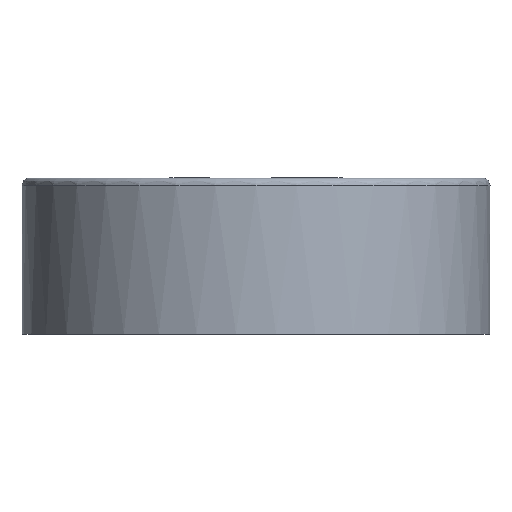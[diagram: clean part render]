
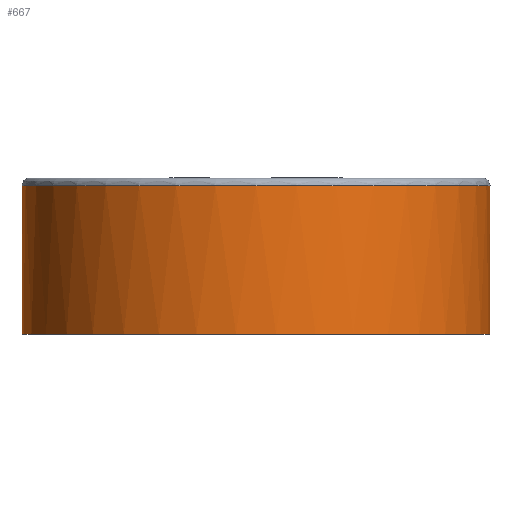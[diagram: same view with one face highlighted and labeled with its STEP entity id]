
A CAD part, left-side view. The second image highlights one B-rep face of the part: STEP entity #667.
In plain terms, the highlighted cylindrical face has radius 15 mm (diameter 30 mm), a partial arc.
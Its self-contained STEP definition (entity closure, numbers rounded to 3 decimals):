
#56=FACE_OUTER_BOUND('',#96,.T.);
#96=EDGE_LOOP('',(#504,#505,#506,#507,#508,#509));
#131=B_SPLINE_CURVE_WITH_KNOTS('',3,(#1079,#1080,#1081,#1082,#1083,#1084,
#1085,#1086,#1087,#1088),.UNSPECIFIED.,.F.,.F.,(4,2,2,2,4),(0.161,
0.179,0.198,0.22,0.241),
 .UNSPECIFIED.);
#132=B_SPLINE_CURVE_WITH_KNOTS('',3,(#1127,#1128,#1129,#1130,#1131,#1132,
#1133,#1134,#1135,#1136),.UNSPECIFIED.,.F.,.F.,(4,2,2,2,4),(0.08,
0.102,0.123,0.142,0.161),
 .UNSPECIFIED.);
#135=CIRCLE('',#712,15.);
#151=CIRCLE('',#735,15.);
#180=LINE('',#1140,#239);
#187=LINE('',#1154,#246);
#239=VECTOR('',#844,10.);
#246=VECTOR('',#853,10.);
#284=VERTEX_POINT('',#975);
#289=VERTEX_POINT('',#999);
#302=VERTEX_POINT('',#1076);
#303=VERTEX_POINT('',#1078);
#310=VERTEX_POINT('',#1125);
#311=VERTEX_POINT('',#1126);
#352=EDGE_CURVE('',#289,#284,#135,.T.);
#370=EDGE_CURVE('',#302,#303,#131,.F.);
#381=EDGE_CURVE('',#310,#311,#132,.F.);
#384=EDGE_CURVE('',#310,#284,#180,.T.);
#391=EDGE_CURVE('',#289,#303,#187,.T.);
#392=EDGE_CURVE('',#302,#311,#151,.T.);
#504=ORIENTED_EDGE('',*,*,#352,.F.);
#505=ORIENTED_EDGE('',*,*,#391,.T.);
#506=ORIENTED_EDGE('',*,*,#370,.F.);
#507=ORIENTED_EDGE('',*,*,#392,.T.);
#508=ORIENTED_EDGE('',*,*,#381,.F.);
#509=ORIENTED_EDGE('',*,*,#384,.T.);
#646=CYLINDRICAL_SURFACE('',#734,15.);
#667=ADVANCED_FACE('',(#56),#646,.T.);
#712=AXIS2_PLACEMENT_3D('',#1014,#788,#789);
#734=AXIS2_PLACEMENT_3D('',#1153,#851,#852);
#735=AXIS2_PLACEMENT_3D('',#1155,#854,#855);
#788=DIRECTION('center_axis',(0.,0.,1.));
#789=DIRECTION('ref_axis',(-1.,0.,0.));
#844=DIRECTION('',(0.,0.,1.));
#851=DIRECTION('center_axis',(0.,0.,1.));
#852=DIRECTION('ref_axis',(-1.,0.,0.));
#853=DIRECTION('',(0.,0.,-1.));
#854=DIRECTION('center_axis',(0.,0.,1.));
#855=DIRECTION('ref_axis',(1.,0.,0.));
#975=CARTESIAN_POINT('',(12.99,-7.5,9.5));
#999=CARTESIAN_POINT('',(12.99,7.5,9.5));
#1014=CARTESIAN_POINT('Origin',(0.,0.,9.5));
#1076=CARTESIAN_POINT('',(13.266,7.,0.));
#1078=CARTESIAN_POINT('',(12.99,7.5,0.5));
#1079=CARTESIAN_POINT('Ctrl Pts',(12.99,7.5,0.5));
#1080=CARTESIAN_POINT('Ctrl Pts',(12.99,7.5,0.437));
#1081=CARTESIAN_POINT('Ctrl Pts',(12.998,7.488,0.372));
#1082=CARTESIAN_POINT('Ctrl Pts',(13.026,7.439,0.252));
#1083=CARTESIAN_POINT('Ctrl Pts',(13.046,7.403,0.198));
#1084=CARTESIAN_POINT('Ctrl Pts',(13.095,7.316,0.107));
#1085=CARTESIAN_POINT('Ctrl Pts',(13.127,7.258,0.066));
#1086=CARTESIAN_POINT('Ctrl Pts',(13.196,7.132,0.013));
#1087=CARTESIAN_POINT('Ctrl Pts',(13.233,7.064,0.));
#1088=CARTESIAN_POINT('Ctrl Pts',(13.266,7.,0.));
#1125=CARTESIAN_POINT('',(12.99,-7.5,0.5));
#1126=CARTESIAN_POINT('',(13.266,-7.,0.));
#1127=CARTESIAN_POINT('Ctrl Pts',(13.266,-7.,0.));
#1128=CARTESIAN_POINT('Ctrl Pts',(13.233,-7.064,0.));
#1129=CARTESIAN_POINT('Ctrl Pts',(13.196,-7.132,0.013));
#1130=CARTESIAN_POINT('Ctrl Pts',(13.127,-7.258,0.066));
#1131=CARTESIAN_POINT('Ctrl Pts',(13.095,-7.316,0.107));
#1132=CARTESIAN_POINT('Ctrl Pts',(13.046,-7.403,0.198));
#1133=CARTESIAN_POINT('Ctrl Pts',(13.026,-7.439,0.252));
#1134=CARTESIAN_POINT('Ctrl Pts',(12.998,-7.488,0.372));
#1135=CARTESIAN_POINT('Ctrl Pts',(12.99,-7.5,0.437));
#1136=CARTESIAN_POINT('Ctrl Pts',(12.99,-7.5,0.5));
#1140=CARTESIAN_POINT('',(12.99,-7.5,0.));
#1153=CARTESIAN_POINT('Origin',(0.,0.,0.));
#1154=CARTESIAN_POINT('',(12.99,7.5,0.));
#1155=CARTESIAN_POINT('Origin',(0.,0.,0.));
